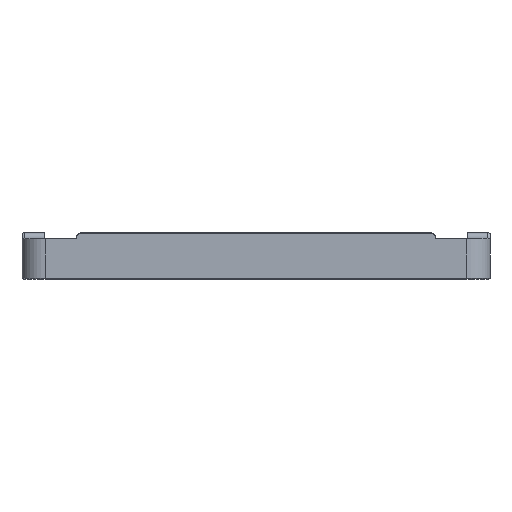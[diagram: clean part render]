
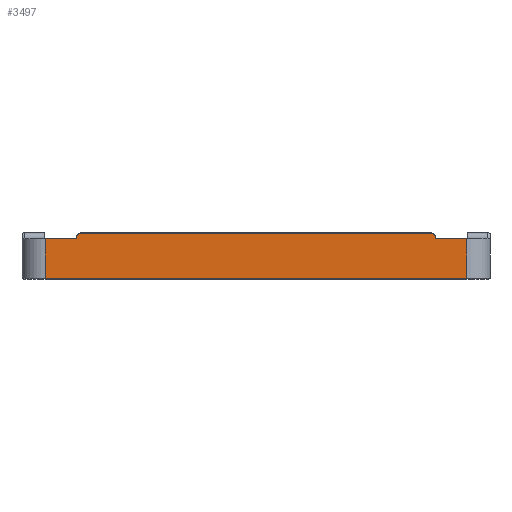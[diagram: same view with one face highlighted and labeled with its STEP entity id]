
A CAD part, front view. The second image highlights one B-rep face of the part: STEP entity #3497.
In plain terms, the highlighted planar face has unit normal (0, -1, 0).
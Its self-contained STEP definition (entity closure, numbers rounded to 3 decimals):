
#277=FACE_OUTER_BOUND('',#511,.T.);
#511=EDGE_LOOP('',(#2370,#2371,#2372,#2373,#2374,#2375,#2376,#2377,#2378,
#2379));
#804=CIRCLE('',#3746,0.866);
#805=CIRCLE('',#3747,0.866);
#1183=LINE('',#5735,#1340);
#1184=LINE('',#5737,#1341);
#1185=LINE('',#5739,#1342);
#1186=LINE('',#5741,#1343);
#1187=LINE('',#5745,#1344);
#1188=LINE('',#5749,#1345);
#1189=LINE('',#5751,#1346);
#1190=LINE('',#5752,#1347);
#1340=VECTOR('',#4358,10.);
#1341=VECTOR('',#4359,10.);
#1342=VECTOR('',#4360,10.);
#1343=VECTOR('',#4361,10.);
#1344=VECTOR('',#4364,10.);
#1345=VECTOR('',#4367,10.);
#1346=VECTOR('',#4368,10.);
#1347=VECTOR('',#4369,10.);
#1497=VERTEX_POINT('',#5733);
#1498=VERTEX_POINT('',#5734);
#1499=VERTEX_POINT('',#5736);
#1500=VERTEX_POINT('',#5738);
#1501=VERTEX_POINT('',#5740);
#1502=VERTEX_POINT('',#5742);
#1503=VERTEX_POINT('',#5744);
#1504=VERTEX_POINT('',#5746);
#1505=VERTEX_POINT('',#5748);
#1506=VERTEX_POINT('',#5750);
#1826=EDGE_CURVE('',#1497,#1498,#1183,.T.);
#1827=EDGE_CURVE('',#1497,#1499,#1184,.T.);
#1828=EDGE_CURVE('',#1500,#1499,#1185,.T.);
#1829=EDGE_CURVE('',#1501,#1500,#1186,.T.);
#1830=EDGE_CURVE('',#1502,#1501,#804,.T.);
#1831=EDGE_CURVE('',#1503,#1502,#1187,.T.);
#1832=EDGE_CURVE('',#1504,#1503,#805,.T.);
#1833=EDGE_CURVE('',#1505,#1504,#1188,.T.);
#1834=EDGE_CURVE('',#1506,#1505,#1189,.T.);
#1835=EDGE_CURVE('',#1498,#1506,#1190,.T.);
#2370=ORIENTED_EDGE('',*,*,#1826,.F.);
#2371=ORIENTED_EDGE('',*,*,#1827,.T.);
#2372=ORIENTED_EDGE('',*,*,#1828,.F.);
#2373=ORIENTED_EDGE('',*,*,#1829,.F.);
#2374=ORIENTED_EDGE('',*,*,#1830,.F.);
#2375=ORIENTED_EDGE('',*,*,#1831,.F.);
#2376=ORIENTED_EDGE('',*,*,#1832,.F.);
#2377=ORIENTED_EDGE('',*,*,#1833,.F.);
#2378=ORIENTED_EDGE('',*,*,#1834,.F.);
#2379=ORIENTED_EDGE('',*,*,#1835,.F.);
#3458=PLANE('',#3745);
#3497=ADVANCED_FACE('',(#277),#3458,.F.);
#3745=AXIS2_PLACEMENT_3D('',#5732,#4356,#4357);
#3746=AXIS2_PLACEMENT_3D('',#5743,#4362,#4363);
#3747=AXIS2_PLACEMENT_3D('',#5747,#4365,#4366);
#4356=DIRECTION('center_axis',(0.,1.,0.));
#4357=DIRECTION('ref_axis',(-1.,0.,0.));
#4358=DIRECTION('',(-1.,0.,0.));
#4359=DIRECTION('',(0.,0.,1.));
#4360=DIRECTION('',(1.,0.,0.));
#4361=DIRECTION('',(0.,0.,-1.));
#4362=DIRECTION('center_axis',(0.,1.,0.));
#4363=DIRECTION('ref_axis',(0.,0.,-1.));
#4364=DIRECTION('',(1.,0.,0.));
#4365=DIRECTION('center_axis',(0.,1.,0.));
#4366=DIRECTION('ref_axis',(0.,0.,-1.));
#4367=DIRECTION('',(0.,0.,1.));
#4368=DIRECTION('',(1.,0.,0.));
#4369=DIRECTION('',(0.,0.,1.));
#5732=CARTESIAN_POINT('Origin',(132.,-175.,-8.));
#5733=CARTESIAN_POINT('',(132.,-175.,-7.866));
#5734=CARTESIAN_POINT('',(50.,-175.,-7.866));
#5735=CARTESIAN_POINT('',(114.,-175.,-7.866));
#5736=CARTESIAN_POINT('',(132.,-175.,-0.134));
#5737=CARTESIAN_POINT('',(132.,-175.,-8.));
#5738=CARTESIAN_POINT('',(125.866,-175.,-0.134));
#5739=CARTESIAN_POINT('',(114.,-175.,-0.134));
#5740=CARTESIAN_POINT('',(125.866,-175.,0.));
#5741=CARTESIAN_POINT('',(125.866,-175.,0.));
#5742=CARTESIAN_POINT('',(125.,-175.,0.866));
#5743=CARTESIAN_POINT('Origin',(125.,-175.,0.));
#5744=CARTESIAN_POINT('',(57.,-175.,0.866));
#5745=CARTESIAN_POINT('',(73.5,-175.,0.866));
#5746=CARTESIAN_POINT('',(56.134,-175.,0.));
#5747=CARTESIAN_POINT('Origin',(57.,-175.,0.));
#5748=CARTESIAN_POINT('',(56.134,-175.,-0.134));
#5749=CARTESIAN_POINT('',(56.134,-175.,0.));
#5750=CARTESIAN_POINT('',(50.,-175.,-0.134));
#5751=CARTESIAN_POINT('',(114.,-175.,-0.134));
#5752=CARTESIAN_POINT('',(50.,-175.,-8.));
